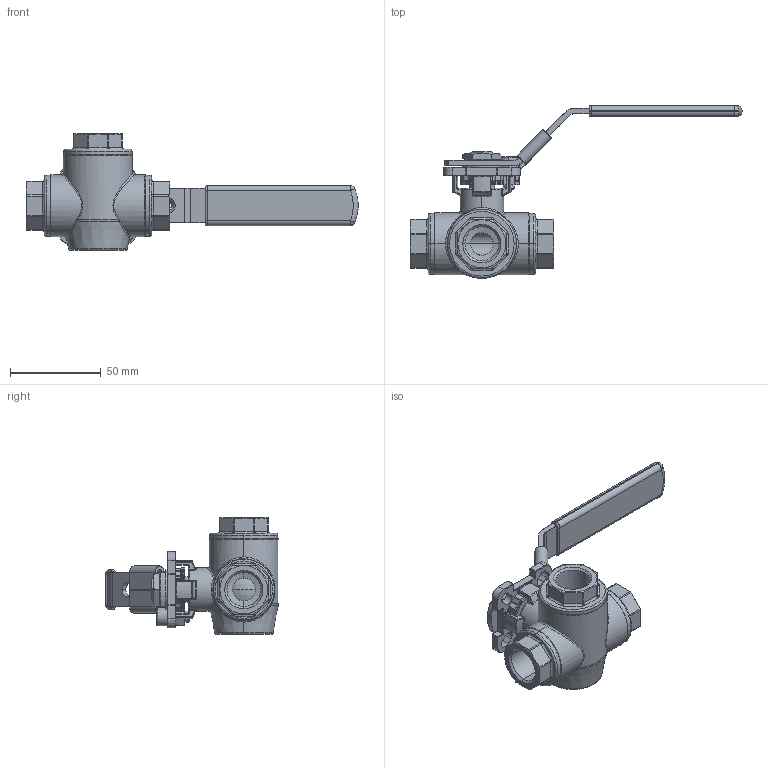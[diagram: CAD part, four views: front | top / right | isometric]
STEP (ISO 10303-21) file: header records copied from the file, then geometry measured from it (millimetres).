
FILE_DESCRIPTION (( 'STEP AP214' ), '1' );
FILE_NAME ('3W-012-00L-4 3-Wege-Kugelhahn 1803.STEP', '2018-03-19T08:32:28', ( '' ), ( '' ), 'SwSTEP 2.0', 'SolidWorks 2016', '' );
FILE_SCHEMA (( 'AUTOMOTIVE_DESIGN' ));
Length unit declared in the file: millimetre
Products named in the file (1): 3W-012-00L-4 3-Wege-Kugelhahn 1803
Bounding box: 182.43 x 95 x 64 mm (x, y, z)
Volume: 112989.7 mm3; surface area: 35785.9 mm2
Topology: 1 solids, 1 shells, 1274 faces, 3160 edges, 1890 vertices
Faces by surface type: plane 408, cylinder 355, bspline 215, torus 176, cone 62, sphere 58
Entity records: 52338 total; most frequent: CARTESIAN_POINT 20188, ORIENTED_EDGE 6232, DIRECTION 5711, EDGE_CURVE 3116, AXIS2_PLACEMENT_3D 2132, VERTEX_POINT 1888, VECTOR 1447, LINE 1447
